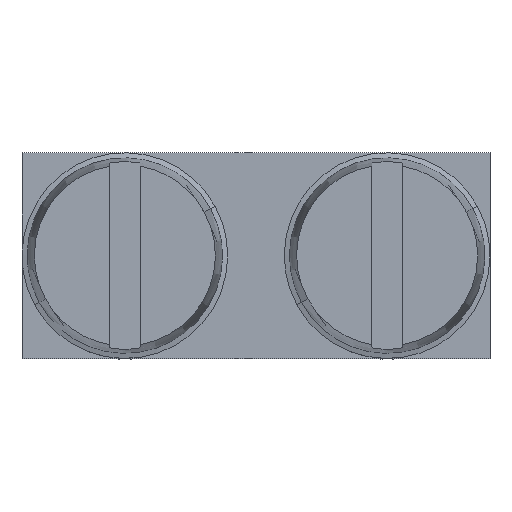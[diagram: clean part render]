
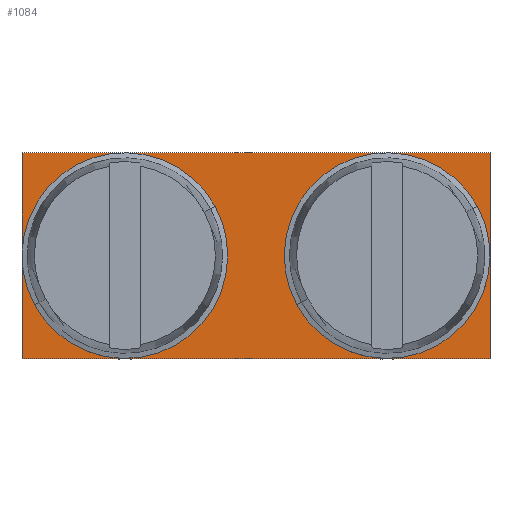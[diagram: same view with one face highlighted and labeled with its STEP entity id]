
A CAD part, top view. The second image highlights one B-rep face of the part: STEP entity #1084.
In plain terms, the highlighted planar face has unit normal (0, 0, 1).
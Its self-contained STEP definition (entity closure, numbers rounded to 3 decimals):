
#877=AXIS2_PLACEMENT_3D('Circle Axis2P3D',#875,#876,$) ;
#912=AXIS2_PLACEMENT_3D('Circle Axis2P3D',#910,#911,$) ;
#1054=AXIS2_PLACEMENT_3D('Plane Axis2P3D',#1051,#1052,#1053) ;
#1064=AXIS2_PLACEMENT_3D('Circle Axis2P3D',#1062,#1063,$) ;
#1073=AXIS2_PLACEMENT_3D('Circle Axis2P3D',#1071,#1072,$) ;
#875=CARTESIAN_POINT('Axis2P3D Location',(2.,2.,10.1)) ;
#879=CARTESIAN_POINT('Vertex',(3.272,1.305,10.1)) ;
#881=CARTESIAN_POINT('Vertex',(0.728,2.695,10.1)) ;
#910=CARTESIAN_POINT('Axis2P3D Location',(2.,2.,10.1)) ;
#938=CARTESIAN_POINT('Vertex',(9.1,4.,10.1)) ;
#952=CARTESIAN_POINT('Vertex',(0.,4.,10.1)) ;
#955=CARTESIAN_POINT('Line Origine',(4.55,4.,10.1)) ;
#978=CARTESIAN_POINT('Vertex',(9.1,0.,10.1)) ;
#986=CARTESIAN_POINT('Line Origine',(9.1,2.,10.1)) ;
#1009=CARTESIAN_POINT('Vertex',(0.,0.,10.1)) ;
#1017=CARTESIAN_POINT('Line Origine',(4.55,0.,10.1)) ;
#1039=CARTESIAN_POINT('Line Origine',(0.,2.,10.1)) ;
#1051=CARTESIAN_POINT('Axis2P3D Location',(0.,4.,10.1)) ;
#1062=CARTESIAN_POINT('Axis2P3D Location',(7.1,2.,10.1)) ;
#1066=CARTESIAN_POINT('Vertex',(8.372,1.305,10.1)) ;
#1068=CARTESIAN_POINT('Vertex',(5.828,2.695,10.1)) ;
#1071=CARTESIAN_POINT('Axis2P3D Location',(7.1,2.,10.1)) ;
#876=DIRECTION('Axis2P3D Direction',(0.,0.,-1.)) ;
#911=DIRECTION('Axis2P3D Direction',(0.,0.,-1.)) ;
#956=DIRECTION('Vector Direction',(-1.,0.,0.)) ;
#987=DIRECTION('Vector Direction',(0.,-1.,0.)) ;
#1018=DIRECTION('Vector Direction',(1.,0.,0.)) ;
#1040=DIRECTION('Vector Direction',(0.,1.,0.)) ;
#1052=DIRECTION('Axis2P3D Direction',(0.,0.,1.)) ;
#1053=DIRECTION('Axis2P3D XDirection',(-1.,0.,0.)) ;
#1063=DIRECTION('Axis2P3D Direction',(0.,0.,1.)) ;
#1072=DIRECTION('Axis2P3D Direction',(0.,0.,1.)) ;
#957=VECTOR('Line Direction',#956,1.) ;
#988=VECTOR('Line Direction',#987,1.) ;
#1019=VECTOR('Line Direction',#1018,1.) ;
#1041=VECTOR('Line Direction',#1040,1.) ;
#1057=ORIENTED_EDGE('',*,*,#1043,.T.) ;
#1058=ORIENTED_EDGE('',*,*,#1021,.T.) ;
#1059=ORIENTED_EDGE('',*,*,#990,.T.) ;
#1060=ORIENTED_EDGE('',*,*,#959,.T.) ;
#1077=ORIENTED_EDGE('',*,*,#1070,.F.) ;
#1078=ORIENTED_EDGE('',*,*,#1075,.F.) ;
#1081=ORIENTED_EDGE('',*,*,#914,.F.) ;
#1082=ORIENTED_EDGE('',*,*,#883,.F.) ;
#1079=FACE_BOUND('',#1076,.T.) ;
#1083=FACE_BOUND('',#1080,.T.) ;
#1084=ADVANCED_FACE('QL 2 AKZ1.5.1\\Body.2',(#1061,#1079,#1083),#1055,.T.) ;
#878=CIRCLE('generated circle',#877,1.45) ;
#913=CIRCLE('generated circle',#912,1.45) ;
#1065=CIRCLE('generated circle',#1064,1.45) ;
#1074=CIRCLE('generated circle',#1073,1.45) ;
#883=EDGE_CURVE('',#880,#882,#878,.F.) ;
#914=EDGE_CURVE('',#882,#880,#913,.F.) ;
#959=EDGE_CURVE('',#939,#953,#958,.T.) ;
#990=EDGE_CURVE('',#979,#939,#989,.F.) ;
#1021=EDGE_CURVE('',#1010,#979,#1020,.T.) ;
#1043=EDGE_CURVE('',#953,#1010,#1042,.F.) ;
#1070=EDGE_CURVE('',#1067,#1069,#1065,.T.) ;
#1075=EDGE_CURVE('',#1069,#1067,#1074,.T.) ;
#1056=EDGE_LOOP('',(#1057,#1058,#1059,#1060)) ;
#1076=EDGE_LOOP('',(#1077,#1078)) ;
#1080=EDGE_LOOP('',(#1081,#1082)) ;
#1061=FACE_OUTER_BOUND('',#1056,.T.) ;
#958=LINE('Line',#955,#957) ;
#989=LINE('Line',#986,#988) ;
#1020=LINE('Line',#1017,#1019) ;
#1042=LINE('Line',#1039,#1041) ;
#1055=PLANE('',#1054) ;
#880=VERTEX_POINT('',#879) ;
#882=VERTEX_POINT('',#881) ;
#939=VERTEX_POINT('',#938) ;
#953=VERTEX_POINT('',#952) ;
#979=VERTEX_POINT('',#978) ;
#1010=VERTEX_POINT('',#1009) ;
#1067=VERTEX_POINT('',#1066) ;
#1069=VERTEX_POINT('',#1068) ;
